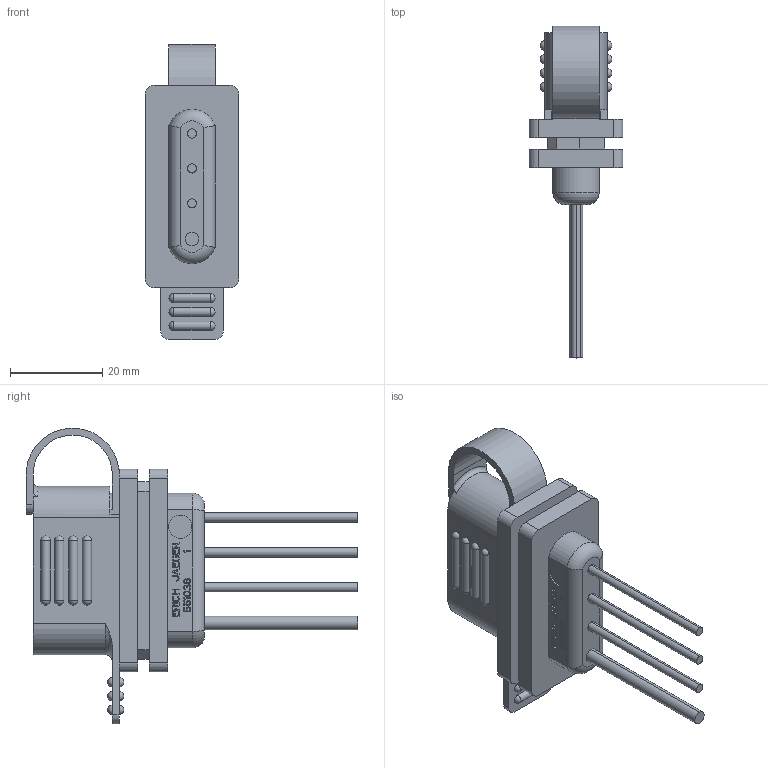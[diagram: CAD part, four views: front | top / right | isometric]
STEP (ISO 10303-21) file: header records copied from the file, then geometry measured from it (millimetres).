
FILE_DESCRIPTION((''),'2;1');
FILE_NAME('551036_SW0001','2020-09-09T13:33:20',('teru'),(''),'CREO PARAMETRIC BY PTC INC, 2017380','CREO PARAMETRIC BY PTC INC, 2017380','');
FILE_SCHEMA(('CONFIG_CONTROL_DESIGN'));
Length unit declared in the file: millimetre
Products named in the file (1): 551036_SW0001
Bounding box: 20.4 x 72 x 64.12 mm (x, y, z)
Volume: 20950.7 mm3; surface area: 8729.5 mm2
Topology: 1 solids, 1 shells, 820 faces, 2379 edges, 1584 vertices
Faces by surface type: plane 729, cylinder 56, sphere 28, torus 4, cone 3
Entity records: 26611 total; most frequent: CARTESIAN_POINT 4839, ORIENTED_EDGE 4702, DIRECTION 4190, EDGE_CURVE 2351, VECTOR 2126, LINE 2126, VERTEX_POINT 1584, AXIS2_PLACEMENT_3D 1032
